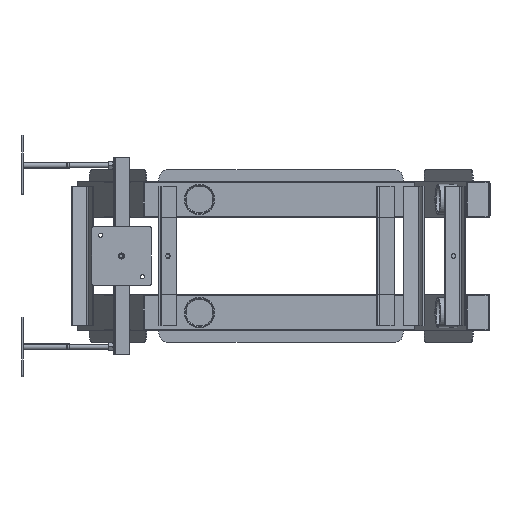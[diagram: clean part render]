
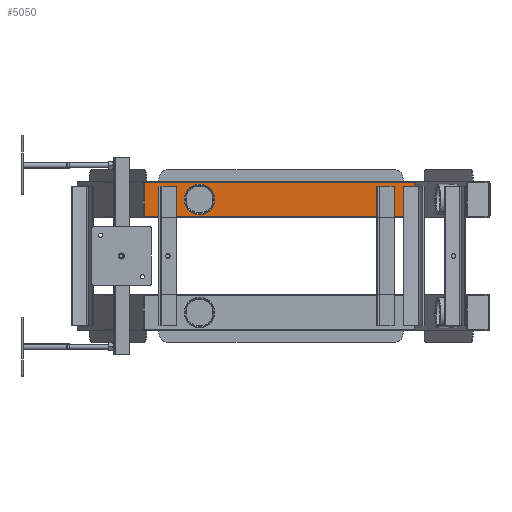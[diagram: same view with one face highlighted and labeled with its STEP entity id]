
A CAD part, front view. The second image highlights one B-rep face of the part: STEP entity #5050.
In plain terms, the highlighted planar face has unit normal (0, -1, 0).
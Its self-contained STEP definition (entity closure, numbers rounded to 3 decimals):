
#561 = DIRECTION ( 'NONE',  ( 0., 1., 0. ) ) ;
#1251 = EDGE_LOOP ( 'NONE', ( #10803, #4589, #10600, #4640 ) ) ;
#2113 = CARTESIAN_POINT ( 'NONE',  ( 30., -1.5, 226.951 ) ) ;
#2221 = DIRECTION ( 'NONE',  ( 0., 0., -1. ) ) ;
#2414 = PLANE ( 'NONE',  #9186 ) ;
#2665 = CARTESIAN_POINT ( 'NONE',  ( 0., -1.5, 159.451 ) ) ;
#2927 = LINE ( 'NONE', #12411, #10743 ) ;
#3196 = CARTESIAN_POINT ( 'NONE',  ( -30., -1.5, 226.951 ) ) ;
#3297 = FACE_BOUND ( 'NONE', #4641, .T. ) ;
#3597 = EDGE_CURVE ( 'NONE', #3694, #10342, #9005, .T. ) ;
#3694 = VERTEX_POINT ( 'NONE', #11861 ) ;
#4121 = CARTESIAN_POINT ( 'NONE',  ( -30., -1.5, 226.951 ) ) ;
#4377 = LINE ( 'NONE', #4121, #6024 ) ;
#4414 = EDGE_CURVE ( 'NONE', #10342, #5882, #4377, .T. ) ;
#4586 = VECTOR ( 'NONE', #5850, 1000. ) ;
#4589 = ORIENTED_EDGE ( 'NONE', *, *, #4414, .F. ) ;
#4640 = ORIENTED_EDGE ( 'NONE', *, *, #9463, .F. ) ;
#4641 = EDGE_LOOP ( 'NONE', ( #11574 ) ) ;
#4990 = CARTESIAN_POINT ( 'NONE',  ( 0., -1.5, 0. ) ) ;
#5050 = ADVANCED_FACE ( 'NONE', ( #3297, #10104 ), #2414, .T. ) ;
#5716 = AXIS2_PLACEMENT_3D ( 'NONE', #11180, #561, #12013 ) ;
#5850 = DIRECTION ( 'NONE',  ( -1., 0., 0. ) ) ;
#5882 = VERTEX_POINT ( 'NONE', #2113 ) ;
#5916 = CIRCLE ( 'NONE', #5716, 25.5 ) ;
#5920 = CARTESIAN_POINT ( 'NONE',  ( -30., -1.5, -226.951 ) ) ;
#6024 = VECTOR ( 'NONE', #8227, 1000. ) ;
#6785 = DIRECTION ( 'NONE',  ( 0., 0., -1. ) ) ;
#7216 = CARTESIAN_POINT ( 'NONE',  ( 30., -1.5, -226.951 ) ) ;
#8227 = DIRECTION ( 'NONE',  ( 1., 0., 0. ) ) ;
#8844 = DIRECTION ( 'NONE',  ( 0., -1., 0. ) ) ;
#9005 = LINE ( 'NONE', #3196, #12287 ) ;
#9186 = AXIS2_PLACEMENT_3D ( 'NONE', #4990, #8844, #2221 ) ;
#9463 = EDGE_CURVE ( 'NONE', #12186, #3694, #9830, .T. ) ;
#9830 = LINE ( 'NONE', #5920, #4586 ) ;
#10017 = DIRECTION ( 'NONE',  ( 0., 0., 1. ) ) ;
#10104 = FACE_OUTER_BOUND ( 'NONE', #1251, .T. ) ;
#10342 = VERTEX_POINT ( 'NONE', #10917 ) ;
#10600 = ORIENTED_EDGE ( 'NONE', *, *, #3597, .F. ) ;
#10743 = VECTOR ( 'NONE', #6785, 1000. ) ;
#10803 = ORIENTED_EDGE ( 'NONE', *, *, #11268, .F. ) ;
#10917 = CARTESIAN_POINT ( 'NONE',  ( -30., -1.5, 226.951 ) ) ;
#11180 = CARTESIAN_POINT ( 'NONE',  ( 0., -1.5, 133.951 ) ) ;
#11257 = VERTEX_POINT ( 'NONE', #2665 ) ;
#11268 = EDGE_CURVE ( 'NONE', #5882, #12186, #2927, .T. ) ;
#11574 = ORIENTED_EDGE ( 'NONE', *, *, #12180, .T. ) ;
#11861 = CARTESIAN_POINT ( 'NONE',  ( -30., -1.5, -226.951 ) ) ;
#12013 = DIRECTION ( 'NONE',  ( 0., 0., 1. ) ) ;
#12180 = EDGE_CURVE ( 'NONE', #11257, #11257, #5916, .T. ) ;
#12186 = VERTEX_POINT ( 'NONE', #7216 ) ;
#12287 = VECTOR ( 'NONE', #10017, 1000. ) ;
#12411 = CARTESIAN_POINT ( 'NONE',  ( 30., -1.5, 226.951 ) ) ;
